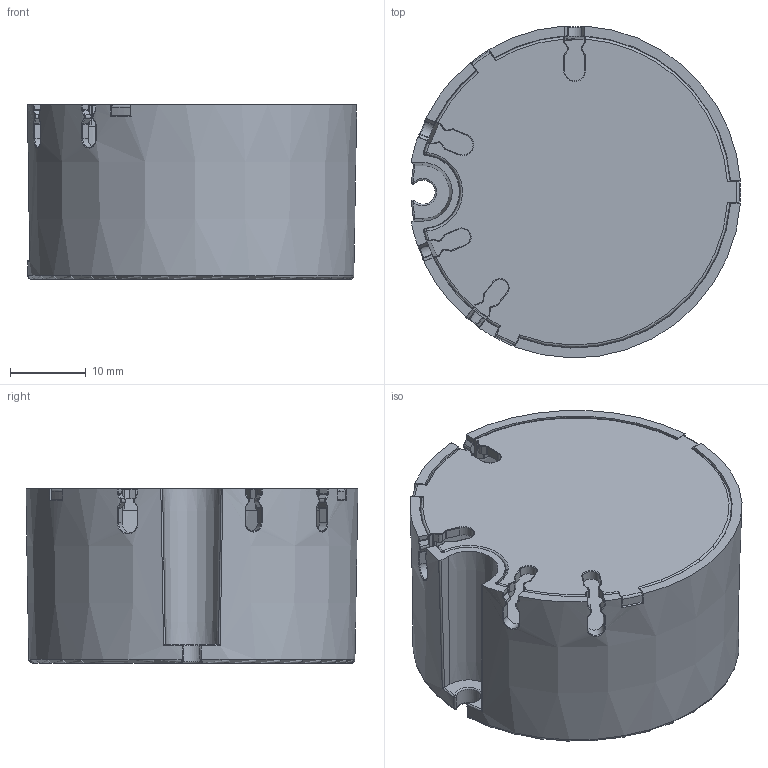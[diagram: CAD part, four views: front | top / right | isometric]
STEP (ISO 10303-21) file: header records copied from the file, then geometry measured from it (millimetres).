
FILE_DESCRIPTION((''),'2;1');
FILE_NAME('G6R7W_ASM_16_ASM','2022-05-18T11:32:24',('Jim'),(''),'CREO PARAMETRIC BY PTC INC, 2019080','CREO PARAMETRIC BY PTC INC, 2019080','');
FILE_SCHEMA(('CONFIG_CONTROL_DESIGN'));
Length unit declared in the file: millimetre
Products named in the file (3): MAWG6R7W-1A_11; MAWG6R7W-2A_10; G6R7W_ASM_16_ASM
Assembly tree (2 placements, depth 2):
  G6R7W_ASM_16_ASM
    MAWG6R7W-1A_11
    MAWG6R7W-2A_10
Bounding box: 43.39 x 43.75 x 23 mm (x, y, z)
Volume: 7486.8 mm3; surface area: 12056.4 mm2
Topology: 2 solids, 2 shells, 395 faces, 1049 edges, 657 vertices
Faces by surface type: cylinder 138, plane 125, torus 65, bspline 45, cone 18, sphere 4
Entity records: 17907 total; most frequent: CARTESIAN_POINT 8452, ORIENTED_EDGE 2090, DIRECTION 1864, EDGE_CURVE 1045, AXIS2_PLACEMENT_3D 757, VERTEX_POINT 657, CIRCLE 402, EDGE_LOOP 398
